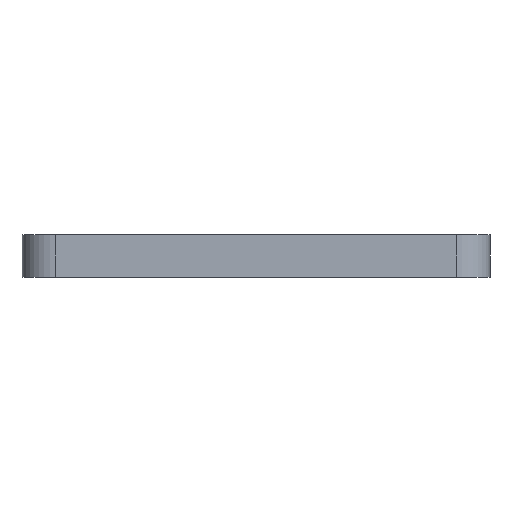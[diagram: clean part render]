
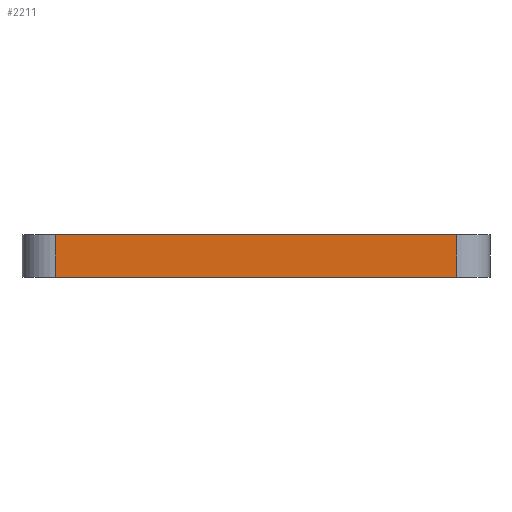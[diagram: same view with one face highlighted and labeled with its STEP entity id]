
A CAD part, left-side view. The second image highlights one B-rep face of the part: STEP entity #2211.
In plain terms, the highlighted planar face has unit normal (-1, 0, 0).
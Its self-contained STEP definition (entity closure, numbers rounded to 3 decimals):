
#84 = PLANE('',#85);
#85 = AXIS2_PLACEMENT_3D('',#86,#87,#88);
#86 = CARTESIAN_POINT('',(66.675,-38.608,1.6));
#87 = DIRECTION('',(0.,0.,1.));
#88 = DIRECTION('',(1.,0.,-0.));
#139 = PLANE('',#140);
#140 = AXIS2_PLACEMENT_3D('',#141,#142,#143);
#141 = CARTESIAN_POINT('',(66.675,-38.608,0.));
#142 = DIRECTION('',(0.,0.,1.));
#143 = DIRECTION('',(1.,0.,-0.));
#194 = CYLINDRICAL_SURFACE('',#195,1.27);
#195 = AXIS2_PLACEMENT_3D('',#196,#197,#198);
#196 = CARTESIAN_POINT('',(50.165,-46.228,0.));
#197 = DIRECTION('',(-0.,-0.,-1.));
#198 = DIRECTION('',(1.,0.,-0.));
#361 = VERTEX_POINT('',#362);
#362 = CARTESIAN_POINT('',(48.895,-30.988,0.));
#377 = CYLINDRICAL_SURFACE('',#378,1.27);
#378 = AXIS2_PLACEMENT_3D('',#379,#380,#381);
#379 = CARTESIAN_POINT('',(50.165,-30.988,0.));
#380 = DIRECTION('',(-0.,-0.,-1.));
#381 = DIRECTION('',(1.,0.,-0.));
#389 = EDGE_CURVE('',#390,#361,#392,.T.);
#390 = VERTEX_POINT('',#391);
#391 = CARTESIAN_POINT('',(48.895,-46.228,0.));
#392 = SURFACE_CURVE('',#393,(#397,#404),.PCURVE_S1.);
#393 = LINE('',#394,#395);
#394 = CARTESIAN_POINT('',(48.895,-46.228,0.));
#395 = VECTOR('',#396,1.);
#396 = DIRECTION('',(0.,1.,0.));
#397 = PCURVE('',#139,#398);
#398 = DEFINITIONAL_REPRESENTATION('',(#399),#403);
#399 = LINE('',#400,#401);
#400 = CARTESIAN_POINT('',(-17.78,-7.62));
#401 = VECTOR('',#402,1.);
#402 = DIRECTION('',(0.,1.));
#403 = ( GEOMETRIC_REPRESENTATION_CONTEXT(2) 
PARAMETRIC_REPRESENTATION_CONTEXT() REPRESENTATION_CONTEXT('2D SPACE',''
  ) );
#404 = PCURVE('',#405,#410);
#405 = PLANE('',#406);
#406 = AXIS2_PLACEMENT_3D('',#407,#408,#409);
#407 = CARTESIAN_POINT('',(48.895,-46.228,0.));
#408 = DIRECTION('',(-1.,0.,0.));
#409 = DIRECTION('',(0.,1.,0.));
#410 = DEFINITIONAL_REPRESENTATION('',(#411),#415);
#411 = LINE('',#412,#413);
#412 = CARTESIAN_POINT('',(0.,0.));
#413 = VECTOR('',#414,1.);
#414 = DIRECTION('',(1.,0.));
#415 = ( GEOMETRIC_REPRESENTATION_CONTEXT(2) 
PARAMETRIC_REPRESENTATION_CONTEXT() REPRESENTATION_CONTEXT('2D SPACE',''
  ) );
#1361 = VERTEX_POINT('',#1362);
#1362 = CARTESIAN_POINT('',(48.895,-30.988,1.6));
#1384 = EDGE_CURVE('',#1385,#1361,#1387,.T.);
#1385 = VERTEX_POINT('',#1386);
#1386 = CARTESIAN_POINT('',(48.895,-46.228,1.6));
#1387 = SURFACE_CURVE('',#1388,(#1392,#1399),.PCURVE_S1.);
#1388 = LINE('',#1389,#1390);
#1389 = CARTESIAN_POINT('',(48.895,-46.228,1.6));
#1390 = VECTOR('',#1391,1.);
#1391 = DIRECTION('',(0.,1.,0.));
#1392 = PCURVE('',#84,#1393);
#1393 = DEFINITIONAL_REPRESENTATION('',(#1394),#1398);
#1394 = LINE('',#1395,#1396);
#1395 = CARTESIAN_POINT('',(-17.78,-7.62));
#1396 = VECTOR('',#1397,1.);
#1397 = DIRECTION('',(0.,1.));
#1398 = ( GEOMETRIC_REPRESENTATION_CONTEXT(2) 
PARAMETRIC_REPRESENTATION_CONTEXT() REPRESENTATION_CONTEXT('2D SPACE',''
  ) );
#1399 = PCURVE('',#405,#1400);
#1400 = DEFINITIONAL_REPRESENTATION('',(#1401),#1405);
#1401 = LINE('',#1402,#1403);
#1402 = CARTESIAN_POINT('',(0.,-1.6));
#1403 = VECTOR('',#1404,1.);
#1404 = DIRECTION('',(1.,0.));
#1405 = ( GEOMETRIC_REPRESENTATION_CONTEXT(2) 
PARAMETRIC_REPRESENTATION_CONTEXT() REPRESENTATION_CONTEXT('2D SPACE',''
  ) );
#2161 = EDGE_CURVE('',#390,#1385,#2162,.T.);
#2162 = SURFACE_CURVE('',#2163,(#2167,#2174),.PCURVE_S1.);
#2163 = LINE('',#2164,#2165);
#2164 = CARTESIAN_POINT('',(48.895,-46.228,0.));
#2165 = VECTOR('',#2166,1.);
#2166 = DIRECTION('',(0.,0.,1.));
#2167 = PCURVE('',#194,#2168);
#2168 = DEFINITIONAL_REPRESENTATION('',(#2169),#2173);
#2169 = LINE('',#2170,#2171);
#2170 = CARTESIAN_POINT('',(-3.142,0.));
#2171 = VECTOR('',#2172,1.);
#2172 = DIRECTION('',(-0.,-1.));
#2173 = ( GEOMETRIC_REPRESENTATION_CONTEXT(2) 
PARAMETRIC_REPRESENTATION_CONTEXT() REPRESENTATION_CONTEXT('2D SPACE',''
  ) );
#2174 = PCURVE('',#405,#2175);
#2175 = DEFINITIONAL_REPRESENTATION('',(#2176),#2180);
#2176 = LINE('',#2177,#2178);
#2177 = CARTESIAN_POINT('',(0.,0.));
#2178 = VECTOR('',#2179,1.);
#2179 = DIRECTION('',(0.,-1.));
#2180 = ( GEOMETRIC_REPRESENTATION_CONTEXT(2) 
PARAMETRIC_REPRESENTATION_CONTEXT() REPRESENTATION_CONTEXT('2D SPACE',''
  ) );
#2211 = ADVANCED_FACE('',(#2212),#405,.T.);
#2212 = FACE_BOUND('',#2213,.T.);
#2213 = EDGE_LOOP('',(#2214,#2215,#2216,#2237));
#2214 = ORIENTED_EDGE('',*,*,#2161,.T.);
#2215 = ORIENTED_EDGE('',*,*,#1384,.T.);
#2216 = ORIENTED_EDGE('',*,*,#2217,.F.);
#2217 = EDGE_CURVE('',#361,#1361,#2218,.T.);
#2218 = SURFACE_CURVE('',#2219,(#2223,#2230),.PCURVE_S1.);
#2219 = LINE('',#2220,#2221);
#2220 = CARTESIAN_POINT('',(48.895,-30.988,0.));
#2221 = VECTOR('',#2222,1.);
#2222 = DIRECTION('',(0.,0.,1.));
#2223 = PCURVE('',#405,#2224);
#2224 = DEFINITIONAL_REPRESENTATION('',(#2225),#2229);
#2225 = LINE('',#2226,#2227);
#2226 = CARTESIAN_POINT('',(15.24,0.));
#2227 = VECTOR('',#2228,1.);
#2228 = DIRECTION('',(0.,-1.));
#2229 = ( GEOMETRIC_REPRESENTATION_CONTEXT(2) 
PARAMETRIC_REPRESENTATION_CONTEXT() REPRESENTATION_CONTEXT('2D SPACE',''
  ) );
#2230 = PCURVE('',#377,#2231);
#2231 = DEFINITIONAL_REPRESENTATION('',(#2232),#2236);
#2232 = LINE('',#2233,#2234);
#2233 = CARTESIAN_POINT('',(-3.142,0.));
#2234 = VECTOR('',#2235,1.);
#2235 = DIRECTION('',(-0.,-1.));
#2236 = ( GEOMETRIC_REPRESENTATION_CONTEXT(2) 
PARAMETRIC_REPRESENTATION_CONTEXT() REPRESENTATION_CONTEXT('2D SPACE',''
  ) );
#2237 = ORIENTED_EDGE('',*,*,#389,.F.);
